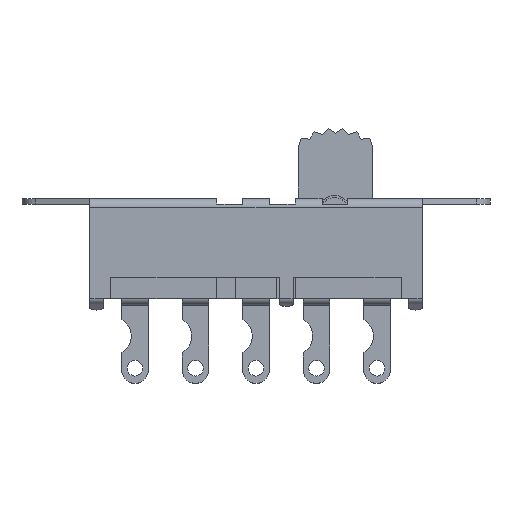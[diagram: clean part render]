
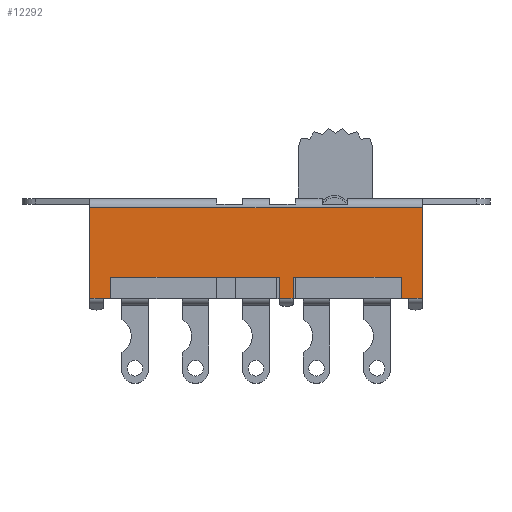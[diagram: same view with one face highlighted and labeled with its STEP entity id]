
A CAD part, top view. The second image highlights one B-rep face of the part: STEP entity #12292.
In plain terms, the highlighted planar face has unit normal (0, 0, 1).
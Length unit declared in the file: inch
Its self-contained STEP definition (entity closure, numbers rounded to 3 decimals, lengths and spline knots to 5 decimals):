
#983=FACE_OUTER_BOUND('',#1604,.T.);
#1604=EDGE_LOOP('',(#10032,#10033,#10034,#10035,#10036,#10037,#10038,#10039,
#10040,#10041,#10042,#10043,#10044,#10045));
#2650=LINE('',#18641,#4046);
#2654=LINE('',#18654,#4050);
#2658=LINE('',#18662,#4054);
#2662=LINE('',#18669,#4058);
#2805=LINE('',#19051,#4201);
#2814=LINE('',#19080,#4210);
#2829=LINE('',#19125,#4225);
#2885=LINE('',#19247,#4281);
#2889=LINE('',#19256,#4285);
#2895=LINE('',#19267,#4291);
#2896=LINE('',#19270,#4292);
#2897=LINE('',#19271,#4293);
#2898=LINE('',#19272,#4294);
#2899=LINE('',#19273,#4295);
#4046=VECTOR('',#15247,0.3937);
#4050=VECTOR('',#15257,0.3937);
#4054=VECTOR('',#15263,0.3937);
#4058=VECTOR('',#15269,0.3937);
#4201=VECTOR('',#15620,0.3937);
#4210=VECTOR('',#15645,0.3937);
#4225=VECTOR('',#15682,0.3937);
#4281=VECTOR('',#15792,0.3937);
#4285=VECTOR('',#15800,0.3937);
#4291=VECTOR('',#15812,0.3937);
#4292=VECTOR('',#15815,0.3937);
#4293=VECTOR('',#15816,0.3937);
#4294=VECTOR('',#15817,0.3937);
#4295=VECTOR('',#15818,0.3937);
#5261=VERTEX_POINT('',#18621);
#5269=VERTEX_POINT('',#18639);
#5274=VERTEX_POINT('',#18651);
#5275=VERTEX_POINT('',#18653);
#5277=VERTEX_POINT('',#18659);
#5278=VERTEX_POINT('',#18661);
#5280=VERTEX_POINT('',#18667);
#5414=VERTEX_POINT('',#19048);
#5415=VERTEX_POINT('',#19050);
#5426=VERTEX_POINT('',#19077);
#5427=VERTEX_POINT('',#19079);
#5487=VERTEX_POINT('',#19253);
#5488=VERTEX_POINT('',#19255);
#5491=VERTEX_POINT('',#19269);
#6752=EDGE_CURVE('',#5261,#5269,#2650,.T.);
#6758=EDGE_CURVE('',#5275,#5274,#2654,.T.);
#6762=EDGE_CURVE('',#5278,#5277,#2658,.T.);
#6766=EDGE_CURVE('',#5277,#5280,#2662,.T.);
#6958=EDGE_CURVE('',#5415,#5414,#2805,.T.);
#6973=EDGE_CURVE('',#5427,#5426,#2814,.T.);
#6996=EDGE_CURVE('',#5415,#5426,#2829,.T.);
#7059=EDGE_CURVE('',#5261,#5414,#2885,.T.);
#7063=EDGE_CURVE('',#5488,#5487,#2889,.T.);
#7070=EDGE_CURVE('',#5488,#5274,#2895,.T.);
#7071=EDGE_CURVE('',#5269,#5491,#2896,.T.);
#7072=EDGE_CURVE('',#5491,#5275,#2897,.T.);
#7073=EDGE_CURVE('',#5487,#5278,#2898,.T.);
#7074=EDGE_CURVE('',#5427,#5280,#2899,.T.);
#10032=ORIENTED_EDGE('',*,*,#6996,.F.);
#10033=ORIENTED_EDGE('',*,*,#6958,.T.);
#10034=ORIENTED_EDGE('',*,*,#7059,.F.);
#10035=ORIENTED_EDGE('',*,*,#6752,.T.);
#10036=ORIENTED_EDGE('',*,*,#7071,.T.);
#10037=ORIENTED_EDGE('',*,*,#7072,.T.);
#10038=ORIENTED_EDGE('',*,*,#6758,.T.);
#10039=ORIENTED_EDGE('',*,*,#7070,.F.);
#10040=ORIENTED_EDGE('',*,*,#7063,.T.);
#10041=ORIENTED_EDGE('',*,*,#7073,.T.);
#10042=ORIENTED_EDGE('',*,*,#6762,.T.);
#10043=ORIENTED_EDGE('',*,*,#6766,.T.);
#10044=ORIENTED_EDGE('',*,*,#7074,.F.);
#10045=ORIENTED_EDGE('',*,*,#6973,.T.);
#11210=PLANE('',#13135);
#12292=ADVANCED_FACE('',(#983),#11210,.T.);
#13135=AXIS2_PLACEMENT_3D('',#19268,#15813,#15814);
#15247=DIRECTION('',(1.,0.,0.));
#15257=DIRECTION('',(0.,-1.,0.));
#15263=DIRECTION('',(0.,-1.,0.));
#15269=DIRECTION('',(1.,0.,0.));
#15620=DIRECTION('',(0.,-1.,0.));
#15645=DIRECTION('',(0.,1.,0.));
#15682=DIRECTION('',(1.,0.,0.));
#15792=DIRECTION('',(-1.,0.,0.));
#15800=DIRECTION('',(0.,1.,0.));
#15812=DIRECTION('',(-1.,0.,0.));
#15813=DIRECTION('center_axis',(0.,0.,1.));
#15814=DIRECTION('ref_axis',(1.,0.,0.));
#15815=DIRECTION('',(0.,1.,0.));
#15816=DIRECTION('',(1.,0.,0.));
#15817=DIRECTION('',(1.,0.,0.));
#15818=DIRECTION('',(-1.,0.,0.));
#18621=CARTESIAN_POINT('',(-0.449,-0.114,0.196));
#18639=CARTESIAN_POINT('',(-0.429,-0.114,0.196));
#18641=CARTESIAN_POINT('',(-0.2145,-0.114,0.196));
#18651=CARTESIAN_POINT('',(0.069,-0.114,0.196));
#18653=CARTESIAN_POINT('',(0.069,-0.052,0.196));
#18654=CARTESIAN_POINT('',(0.069,-0.163,0.196));
#18659=CARTESIAN_POINT('',(0.429,-0.114,0.196));
#18661=CARTESIAN_POINT('',(0.429,-0.052,0.196));
#18662=CARTESIAN_POINT('',(0.429,-0.1465,0.196));
#18667=CARTESIAN_POINT('',(0.449,-0.114,0.196));
#18669=CARTESIAN_POINT('',(0.2245,-0.114,0.196));
#19048=CARTESIAN_POINT('',(-0.489,-0.114,0.196));
#19050=CARTESIAN_POINT('',(-0.489,0.153,0.196));
#19051=CARTESIAN_POINT('',(-0.489,0.179,0.196));
#19077=CARTESIAN_POINT('',(0.489,0.153,0.196));
#19079=CARTESIAN_POINT('',(0.489,-0.114,0.196));
#19080=CARTESIAN_POINT('',(0.489,0.179,0.196));
#19125=CARTESIAN_POINT('',(0.,0.153,0.196));
#19247=CARTESIAN_POINT('',(0.,-0.114,0.196));
#19253=CARTESIAN_POINT('',(0.109,-0.052,0.196));
#19255=CARTESIAN_POINT('',(0.109,-0.114,0.196));
#19256=CARTESIAN_POINT('',(0.109,-0.1155,0.196));
#19267=CARTESIAN_POINT('',(0.,-0.114,0.196));
#19268=CARTESIAN_POINT('Origin',(0.,-0.179,0.196));
#19269=CARTESIAN_POINT('',(-0.429,-0.052,0.196));
#19270=CARTESIAN_POINT('',(-0.429,-0.1155,0.196));
#19271=CARTESIAN_POINT('',(0.0345,-0.052,0.196));
#19272=CARTESIAN_POINT('',(0.2145,-0.052,0.196));
#19273=CARTESIAN_POINT('',(0.,-0.114,0.196));
